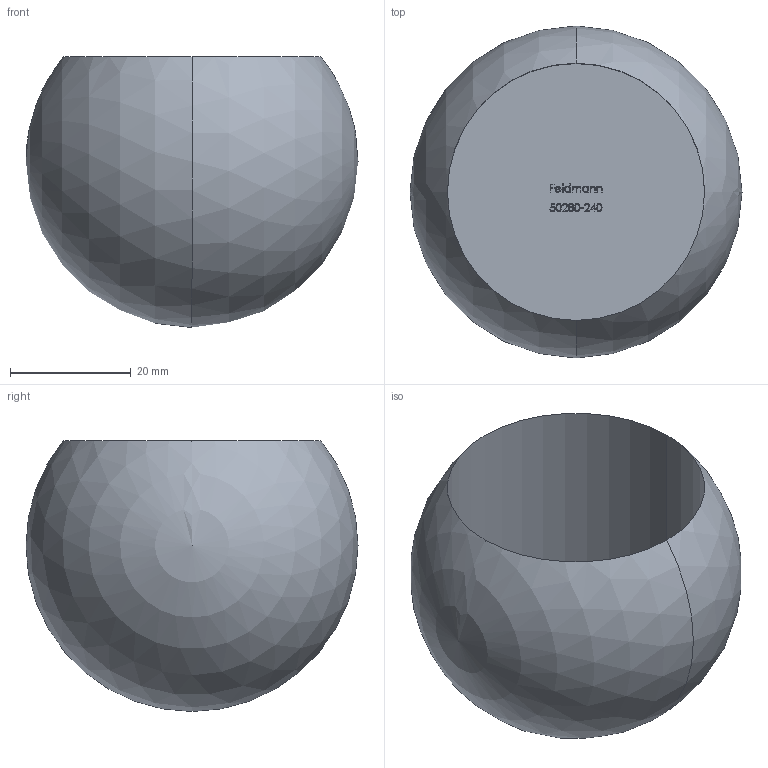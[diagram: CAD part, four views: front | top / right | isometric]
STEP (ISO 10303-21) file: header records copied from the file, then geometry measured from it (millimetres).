
FILE_DESCRIPTION (( 'STEP AP203' ), '1' );
FILE_NAME ('50280-240.STEP', '2018-09-24T07:34:14', ( '' ), ( '' ), 'SwSTEP 2.0', 'SolidWorks 2015', '' );
FILE_SCHEMA (( 'CONFIG_CONTROL_DESIGN' ));
Length unit declared in the file: millimetre
Products named in the file (1): 50280-240
Bounding box: 55 x 55 x 44.89 mm (x, y, z)
Volume: 36603.1 mm3; surface area: 13248 mm2
Topology: 1 solids, 1 shells, 232 faces, 618 edges, 412 vertices
Faces by surface type: plane 116, bspline 112, cylinder 2, sphere 2
Entity records: 13728 total; most frequent: CARTESIAN_POINT 8649, ORIENTED_EDGE 1228, DIRECTION 641, EDGE_CURVE 614, VERTEX_POINT 410, VECTOR 381, LINE 381, EDGE_LOOP 258
